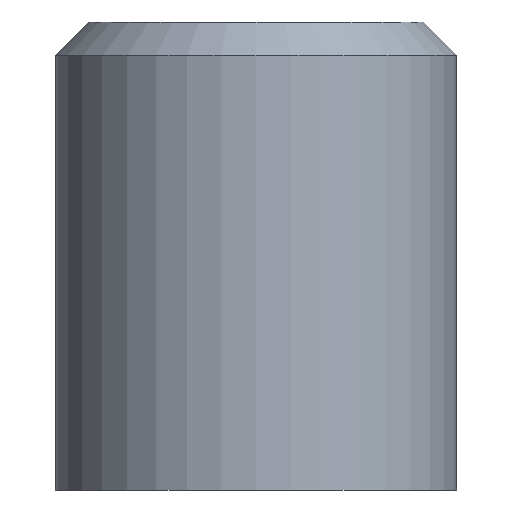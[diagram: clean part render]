
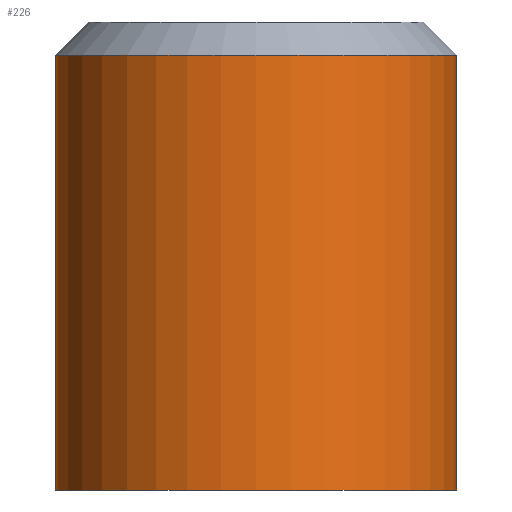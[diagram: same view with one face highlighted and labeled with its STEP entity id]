
A CAD part, front view. The second image highlights one B-rep face of the part: STEP entity #226.
In plain terms, the highlighted cylindrical face has radius 9 mm (diameter 18 mm), a partial arc.
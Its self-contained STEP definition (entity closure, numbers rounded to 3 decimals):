
#6 = DIRECTION ( 'NONE',  ( 0., 0., 1. ) ) ;
#14 = DIRECTION ( 'NONE',  ( -1., 0., 0. ) ) ;
#16 = DIRECTION ( 'NONE',  ( 1., 0., 0. ) ) ;
#19 = AXIS2_PLACEMENT_3D ( 'NONE', #367, #104, #16 ) ;
#22 = VERTEX_POINT ( 'NONE', #61 ) ;
#28 = VERTEX_POINT ( 'NONE', #144 ) ;
#33 = CARTESIAN_POINT ( 'NONE',  ( 0., 0., 0. ) ) ;
#41 = DIRECTION ( 'NONE',  ( 0., 0., -1. ) ) ;
#50 = CIRCLE ( 'NONE', #250, 9. ) ;
#61 = CARTESIAN_POINT ( 'NONE',  ( -9., 0., 0. ) ) ;
#64 = DIRECTION ( 'NONE',  ( 1., 0., 0. ) ) ;
#67 = EDGE_CURVE ( 'NONE', #22, #328, #50, .T. ) ;
#73 = CARTESIAN_POINT ( 'NONE',  ( 9., 0., 21. ) ) ;
#85 = AXIS2_PLACEMENT_3D ( 'NONE', #122, #41, #14 ) ;
#86 = ORIENTED_EDGE ( 'NONE', *, *, #67, .T. ) ;
#89 = LINE ( 'NONE', #73, #378 ) ;
#99 = DIRECTION ( 'NONE',  ( 0., 0., -1. ) ) ;
#104 = DIRECTION ( 'NONE',  ( 0., 0., -1. ) ) ;
#117 = EDGE_LOOP ( 'NONE', ( #280, #152, #344, #86 ) ) ;
#122 = CARTESIAN_POINT ( 'NONE',  ( 0., 0., 21. ) ) ;
#124 = CARTESIAN_POINT ( 'NONE',  ( 9., 0., 0. ) ) ;
#135 = CIRCLE ( 'NONE', #19, 9. ) ;
#136 = EDGE_CURVE ( 'NONE', #292, #22, #316, .T. ) ;
#144 = CARTESIAN_POINT ( 'NONE',  ( 9., 0., 19.5 ) ) ;
#152 = ORIENTED_EDGE ( 'NONE', *, *, #336, .T. ) ;
#160 = CARTESIAN_POINT ( 'NONE',  ( -9., 0., 19.5 ) ) ;
#215 = VECTOR ( 'NONE', #99, 1000. ) ;
#226 = ADVANCED_FACE ( 'NONE', ( #379 ), #265, .T. ) ;
#250 = AXIS2_PLACEMENT_3D ( 'NONE', #33, #6, #64 ) ;
#265 = CYLINDRICAL_SURFACE ( 'NONE', #85, 9. ) ;
#275 = DIRECTION ( 'NONE',  ( 0., 0., -1. ) ) ;
#280 = ORIENTED_EDGE ( 'NONE', *, *, #333, .F. ) ;
#292 = VERTEX_POINT ( 'NONE', #160 ) ;
#316 = LINE ( 'NONE', #330, #215 ) ;
#328 = VERTEX_POINT ( 'NONE', #124 ) ;
#330 = CARTESIAN_POINT ( 'NONE',  ( -9., 0., 21. ) ) ;
#333 = EDGE_CURVE ( 'NONE', #28, #328, #89, .T. ) ;
#336 = EDGE_CURVE ( 'NONE', #28, #292, #135, .T. ) ;
#344 = ORIENTED_EDGE ( 'NONE', *, *, #136, .T. ) ;
#367 = CARTESIAN_POINT ( 'NONE',  ( 0., 0., 19.5 ) ) ;
#378 = VECTOR ( 'NONE', #275, 1000. ) ;
#379 = FACE_OUTER_BOUND ( 'NONE', #117, .T. ) ;
